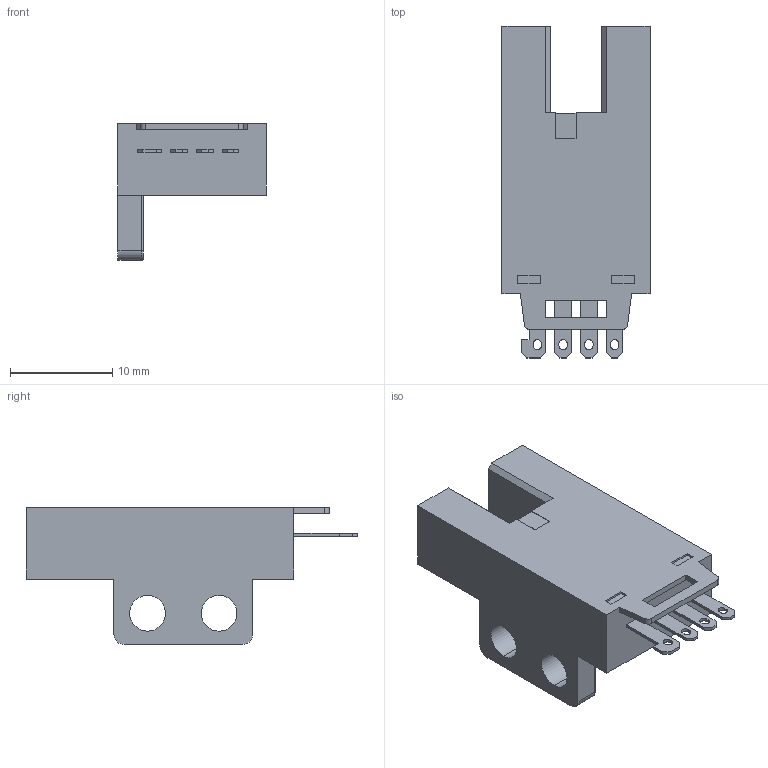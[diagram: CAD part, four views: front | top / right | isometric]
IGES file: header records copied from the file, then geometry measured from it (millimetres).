
Start section:  PTC IGES file: 677c.igs
Global section: file name: 677c.igs; native system: Creo Parametric by PTC Inc.; preprocessor: 2018400; author: Administrator; organization: Unknown; date: 20200512.090433; units: millimetre
Bounding box: 14.5 x 32.5 x 13.4 mm (x, y, z)
Surface area: 1744.3 mm2 (no closed solid volume)
Topology: 0 solids, 0 shells, 345 faces, 1870 edges, 1870 vertices
Faces by surface type: bspline 213, extrusion 111, revolution 21
